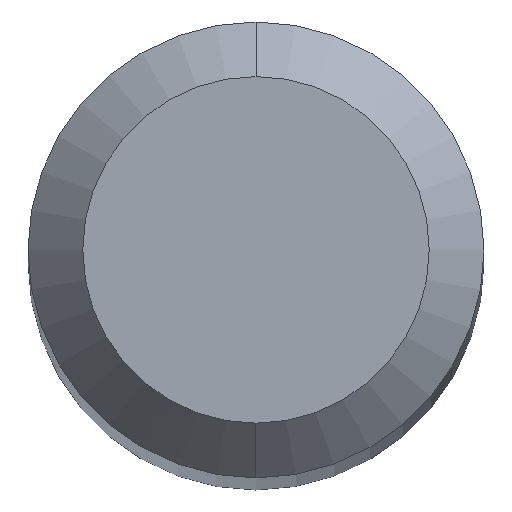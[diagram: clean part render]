
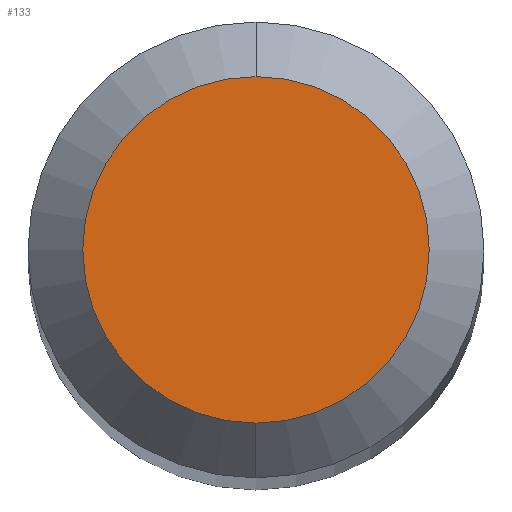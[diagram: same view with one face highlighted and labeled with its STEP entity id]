
A CAD part, top view. The second image highlights one B-rep face of the part: STEP entity #133.
In plain terms, the highlighted planar face has unit normal (0, 0, 1).
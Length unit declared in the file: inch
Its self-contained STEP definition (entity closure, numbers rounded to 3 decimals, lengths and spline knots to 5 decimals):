
#4 = EDGE_CURVE ( 'NONE', #508, #461, #64, .T. ) ;
#45 = DIRECTION ( 'NONE',  ( 0., -1., 0. ) ) ;
#46 = DIRECTION ( 'NONE',  ( 0., -1., 0. ) ) ;
#64 = CIRCLE ( 'NONE', #362, 0.0475 ) ;
#86 = EDGE_LOOP ( 'NONE', ( #94, #492 ) ) ;
#90 = DIRECTION ( 'NONE',  ( 0., 0., 1. ) ) ;
#94 = ORIENTED_EDGE ( 'NONE', *, *, #240, .T. ) ;
#100 = FACE_OUTER_BOUND ( 'NONE', #86, .T. ) ;
#133 = ADVANCED_FACE ( 'NONE', ( #100 ), #392, .F. ) ;
#146 = DIRECTION ( 'NONE',  ( 0., 1., 0. ) ) ;
#209 = DIRECTION ( 'NONE',  ( 0., 0., 1. ) ) ;
#226 = CIRCLE ( 'NONE', #330, 0.0475 ) ;
#240 = EDGE_CURVE ( 'NONE', #461, #508, #226, .T. ) ;
#242 = DIRECTION ( 'NONE',  ( 0., 0., -1. ) ) ;
#295 = CARTESIAN_POINT ( 'NONE',  ( 0., 0., 0. ) ) ;
#297 = CARTESIAN_POINT ( 'NONE',  ( 0., -0.0475, 0. ) ) ;
#305 = CARTESIAN_POINT ( 'NONE',  ( 0., 0.0475, 0. ) ) ;
#330 = AXIS2_PLACEMENT_3D ( 'NONE', #295, #209, #45 ) ;
#362 = AXIS2_PLACEMENT_3D ( 'NONE', #456, #90, #46 ) ;
#392 = PLANE ( 'NONE',  #437 ) ;
#437 = AXIS2_PLACEMENT_3D ( 'NONE', #464, #242, #146 ) ;
#456 = CARTESIAN_POINT ( 'NONE',  ( 0., 0., 0. ) ) ;
#461 = VERTEX_POINT ( 'NONE', #305 ) ;
#464 = CARTESIAN_POINT ( 'NONE',  ( 0., 0.0475, 0. ) ) ;
#492 = ORIENTED_EDGE ( 'NONE', *, *, #4, .T. ) ;
#508 = VERTEX_POINT ( 'NONE', #297 ) ;
